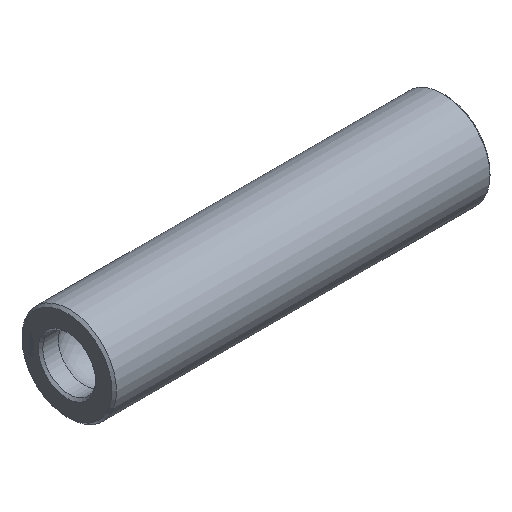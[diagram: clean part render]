
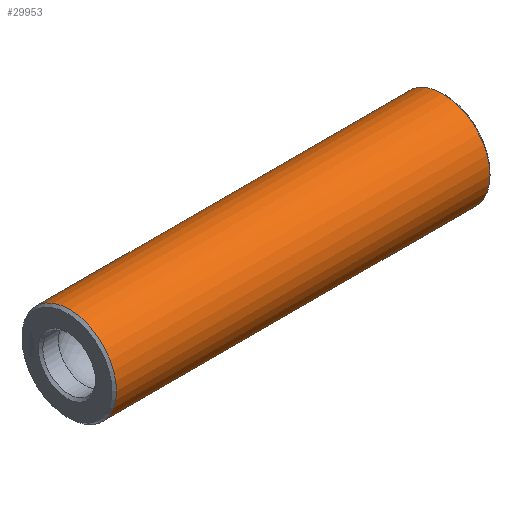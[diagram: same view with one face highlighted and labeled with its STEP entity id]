
A CAD part, isometric view. The second image highlights one B-rep face of the part: STEP entity #29953.
In plain terms, the highlighted cylindrical face has radius 6.25 mm (diameter 12.5 mm), a full revolution.
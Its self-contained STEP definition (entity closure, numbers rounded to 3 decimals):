
#134 = CONICAL_SURFACE('',#135,5.95,0.785);
#135 = AXIS2_PLACEMENT_3D('',#136,#137,#138);
#136 = CARTESIAN_POINT('',(-50.,0.,0.));
#137 = DIRECTION('',(1.,0.,0.));
#138 = DIRECTION('',(0.,0.,1.));
#11157 = VERTEX_POINT('',#11158);
#11158 = CARTESIAN_POINT('',(-49.7,0.,6.25));
#11179 = EDGE_CURVE('',#11157,#11157,#11180,.T.);
#11180 = SURFACE_CURVE('',#11181,(#11186,#11193),.PCURVE_S1.);
#11181 = CIRCLE('',#11182,6.25);
#11182 = AXIS2_PLACEMENT_3D('',#11183,#11184,#11185);
#11183 = CARTESIAN_POINT('',(-49.7,0.,0.));
#11184 = DIRECTION('',(1.,0.,0.));
#11185 = DIRECTION('',(0.,0.,1.));
#11186 = PCURVE('',#134,#11187);
#11187 = DEFINITIONAL_REPRESENTATION('',(#11188),#11192);
#11188 = LINE('',#11189,#11190);
#11189 = CARTESIAN_POINT('',(0.,0.3));
#11190 = VECTOR('',#11191,1.);
#11191 = DIRECTION('',(1.,0.));
#11192 = ( GEOMETRIC_REPRESENTATION_CONTEXT(2) 
PARAMETRIC_REPRESENTATION_CONTEXT() REPRESENTATION_CONTEXT('2D SPACE',''
  ) );
#11193 = PCURVE('',#11194,#11199);
#11194 = CYLINDRICAL_SURFACE('',#11195,6.25);
#11195 = AXIS2_PLACEMENT_3D('',#11196,#11197,#11198);
#11196 = CARTESIAN_POINT('',(-49.7,0.,0.));
#11197 = DIRECTION('',(1.,0.,0.));
#11198 = DIRECTION('',(0.,0.,1.));
#11199 = DEFINITIONAL_REPRESENTATION('',(#11200),#11204);
#11200 = LINE('',#11201,#11202);
#11201 = CARTESIAN_POINT('',(0.,0.));
#11202 = VECTOR('',#11203,1.);
#11203 = DIRECTION('',(1.,0.));
#11204 = ( GEOMETRIC_REPRESENTATION_CONTEXT(2) 
PARAMETRIC_REPRESENTATION_CONTEXT() REPRESENTATION_CONTEXT('2D SPACE',''
  ) );
#29953 = ADVANCED_FACE('',(#29954),#11194,.T.);
#29954 = FACE_BOUND('',#29955,.T.);
#29955 = EDGE_LOOP('',(#29956,#29957,#29980,#30007));
#29956 = ORIENTED_EDGE('',*,*,#11179,.T.);
#29957 = ORIENTED_EDGE('',*,*,#29958,.T.);
#29958 = EDGE_CURVE('',#11157,#29959,#29961,.T.);
#29959 = VERTEX_POINT('',#29960);
#29960 = CARTESIAN_POINT('',(-0.3,0.,6.25));
#29961 = SEAM_CURVE('',#29962,(#29966,#29973),.PCURVE_S1.);
#29962 = LINE('',#29963,#29964);
#29963 = CARTESIAN_POINT('',(-49.7,0.,6.25));
#29964 = VECTOR('',#29965,1.);
#29965 = DIRECTION('',(1.,0.,0.));
#29966 = PCURVE('',#11194,#29967);
#29967 = DEFINITIONAL_REPRESENTATION('',(#29968),#29972);
#29968 = LINE('',#29969,#29970);
#29969 = CARTESIAN_POINT('',(0.,0.));
#29970 = VECTOR('',#29971,1.);
#29971 = DIRECTION('',(0.,1.));
#29972 = ( GEOMETRIC_REPRESENTATION_CONTEXT(2) 
PARAMETRIC_REPRESENTATION_CONTEXT() REPRESENTATION_CONTEXT('2D SPACE',''
  ) );
#29973 = PCURVE('',#11194,#29974);
#29974 = DEFINITIONAL_REPRESENTATION('',(#29975),#29979);
#29975 = LINE('',#29976,#29977);
#29976 = CARTESIAN_POINT('',(6.283,0.));
#29977 = VECTOR('',#29978,1.);
#29978 = DIRECTION('',(0.,1.));
#29979 = ( GEOMETRIC_REPRESENTATION_CONTEXT(2) 
PARAMETRIC_REPRESENTATION_CONTEXT() REPRESENTATION_CONTEXT('2D SPACE',''
  ) );
#29980 = ORIENTED_EDGE('',*,*,#29981,.F.);
#29981 = EDGE_CURVE('',#29959,#29959,#29982,.T.);
#29982 = SURFACE_CURVE('',#29983,(#29988,#29995),.PCURVE_S1.);
#29983 = CIRCLE('',#29984,6.25);
#29984 = AXIS2_PLACEMENT_3D('',#29985,#29986,#29987);
#29985 = CARTESIAN_POINT('',(-0.3,0.,0.));
#29986 = DIRECTION('',(1.,0.,0.));
#29987 = DIRECTION('',(0.,0.,1.));
#29988 = PCURVE('',#11194,#29989);
#29989 = DEFINITIONAL_REPRESENTATION('',(#29990),#29994);
#29990 = LINE('',#29991,#29992);
#29991 = CARTESIAN_POINT('',(0.,49.4));
#29992 = VECTOR('',#29993,1.);
#29993 = DIRECTION('',(1.,0.));
#29994 = ( GEOMETRIC_REPRESENTATION_CONTEXT(2) 
PARAMETRIC_REPRESENTATION_CONTEXT() REPRESENTATION_CONTEXT('2D SPACE',''
  ) );
#29995 = PCURVE('',#29996,#30001);
#29996 = CONICAL_SURFACE('',#29997,6.25,0.785);
#29997 = AXIS2_PLACEMENT_3D('',#29998,#29999,#30000);
#29998 = CARTESIAN_POINT('',(-0.3,0.,0.));
#29999 = DIRECTION('',(-1.,-0.,-0.));
#30000 = DIRECTION('',(0.,0.,1.));
#30001 = DEFINITIONAL_REPRESENTATION('',(#30002),#30006);
#30002 = LINE('',#30003,#30004);
#30003 = CARTESIAN_POINT('',(-0.,-0.));
#30004 = VECTOR('',#30005,1.);
#30005 = DIRECTION('',(-1.,-0.));
#30006 = ( GEOMETRIC_REPRESENTATION_CONTEXT(2) 
PARAMETRIC_REPRESENTATION_CONTEXT() REPRESENTATION_CONTEXT('2D SPACE',''
  ) );
#30007 = ORIENTED_EDGE('',*,*,#29958,.F.);
